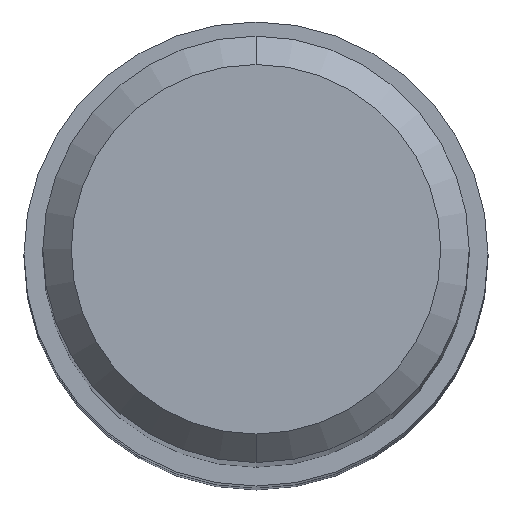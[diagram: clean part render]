
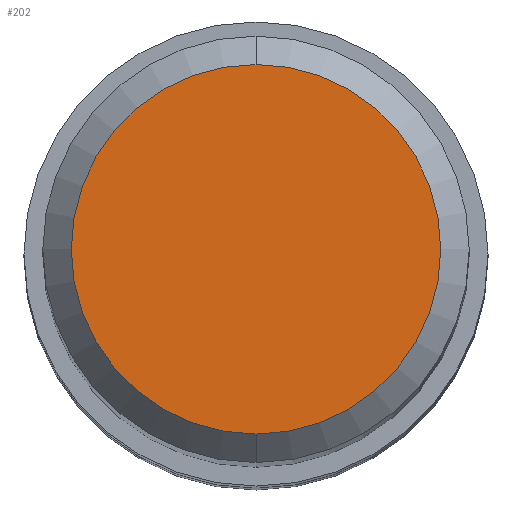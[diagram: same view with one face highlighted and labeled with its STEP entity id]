
A CAD part, top view. The second image highlights one B-rep face of the part: STEP entity #202.
In plain terms, the highlighted planar face has unit normal (0, 0, 1).
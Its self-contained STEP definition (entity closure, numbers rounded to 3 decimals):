
#202=ADVANCED_FACE('',(#499),#500,.T.);
#208=VERTEX_POINT('',#507);
#222=VERTEX_POINT('',#522);
#288=EDGE_CURVE('',#222,#208,#593,.T.);
#416=EDGE_CURVE('',#208,#222,#735,.T.);
#499=FACE_OUTER_BOUND('',#833,.T.);
#500=PLANE('',#834);
#507=CARTESIAN_POINT('',(0.,-2.6,0.0));
#522=CARTESIAN_POINT('',(0.0,2.6,0.0));
#593=CIRCLE('',#980,2.6);
#735=CIRCLE('',#1313,2.6);
#833=EDGE_LOOP('',(#1441,#1442));
#834=AXIS2_PLACEMENT_3D('',#1443,#1444,#1445);
#980=AXIS2_PLACEMENT_3D('',#1543,#1544,#1545);
#1313=AXIS2_PLACEMENT_3D('',#1697,#1698,#1699);
#1441=ORIENTED_EDGE('',*,*,#288,.F.);
#1442=ORIENTED_EDGE('',*,*,#416,.F.);
#1443=CARTESIAN_POINT('',(0.0,1.3,0.0));
#1444=DIRECTION('',(-0.0,0.0,1.0));
#1445=DIRECTION('',(0.0,-1.0,0.0));
#1543=CARTESIAN_POINT('',(0.0,0.0,0.0));
#1544=DIRECTION('',(0.0,0.0,-1.0));
#1545=DIRECTION('',(0.0,1.0,0.0));
#1697=CARTESIAN_POINT('',(0.0,0.0,0.0));
#1698=DIRECTION('',(0.0,0.0,-1.0));
#1699=DIRECTION('',(0.0,1.0,0.0));
